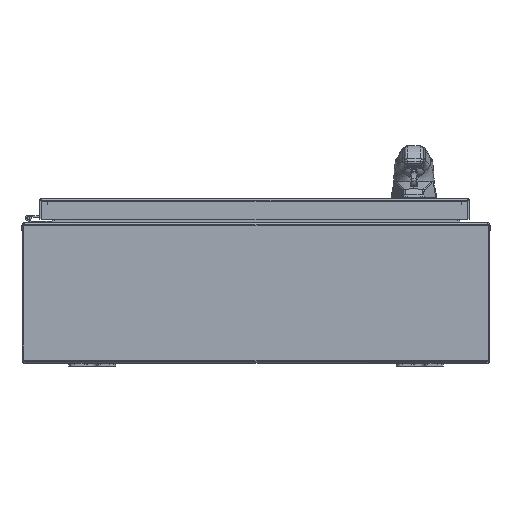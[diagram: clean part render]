
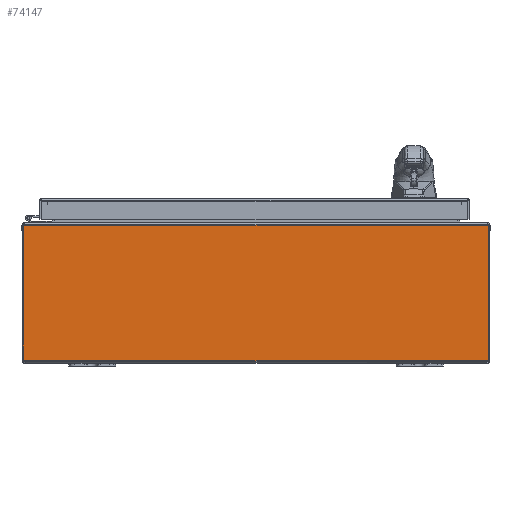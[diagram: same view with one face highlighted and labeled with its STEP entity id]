
A CAD part, front view. The second image highlights one B-rep face of the part: STEP entity #74147.
In plain terms, the highlighted planar face has unit normal (0, -1, 0).
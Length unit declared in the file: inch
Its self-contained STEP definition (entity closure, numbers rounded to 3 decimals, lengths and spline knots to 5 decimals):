
#618 = CARTESIAN_POINT ( 'NONE',  ( -9.963, -12., 0.12745 ) ) ;
#3523 = CARTESIAN_POINT ( 'NONE',  ( 9.93789, -12., 0.06211 ) ) ;
#5208 = CARTESIAN_POINT ( 'NONE',  ( 9.91495, -12., 5.89475 ) ) ;
#7197 = EDGE_CURVE ( 'NONE', #114266, #80461, #81198, .T. ) ;
#8732 = EDGE_CURVE ( 'NONE', #86538, #97085, #62338, .T. ) ;
#11007 = ORIENTED_EDGE ( 'NONE', *, *, #109258, .T. ) ;
#12191 = ORIENTED_EDGE ( 'NONE', *, *, #8732, .T. ) ;
#12502 = DIRECTION ( 'NONE',  ( 1., 0., 0. ) ) ;
#14399 = LINE ( 'NONE', #111872, #106738 ) ;
#18166 = CARTESIAN_POINT ( 'NONE',  ( -9.88277, -12., 0.10525 ) ) ;
#18872 = CARTESIAN_POINT ( 'NONE',  ( 9.88277, -12., 0.10525 ) ) ;
#19833 = LINE ( 'NONE', #60039, #88326 ) ;
#21843 = LINE ( 'NONE', #18166, #87514 ) ;
#26367 = CIRCLE ( 'NONE', #32357, 0.07 ) ;
#27931 = DIRECTION ( 'NONE',  ( 0., 1., 0. ) ) ;
#32357 = AXIS2_PLACEMENT_3D ( 'NONE', #81510, #27931, #90515 ) ;
#36594 = LINE ( 'NONE', #5208, #54843 ) ;
#38374 = CARTESIAN_POINT ( 'NONE',  ( 0., -12., 3.00948 ) ) ;
#39467 = AXIS2_PLACEMENT_3D ( 'NONE', #3523, #66076, #12502 ) ;
#40354 = AXIS2_PLACEMENT_3D ( 'NONE', #38374, #100924, #47359 ) ;
#40797 = CARTESIAN_POINT ( 'NONE',  ( -9.88277, -12., 0.10525 ) ) ;
#44055 = EDGE_CURVE ( 'NONE', #92913, #88373, #112622, .T. ) ;
#47359 = DIRECTION ( 'NONE',  ( 1., 0., 0. ) ) ;
#47818 = CARTESIAN_POINT ( 'NONE',  ( -9.963, -12., 0.12745 ) ) ;
#49781 = DIRECTION ( 'NONE',  ( -1., 0., 0. ) ) ;
#53881 = ORIENTED_EDGE ( 'NONE', *, *, #44055, .F. ) ;
#53994 = EDGE_CURVE ( 'NONE', #67146, #88373, #19833, .T. ) ;
#54385 = EDGE_CURVE ( 'NONE', #80461, #67146, #36594, .T. ) ;
#54533 = EDGE_LOOP ( 'NONE', ( #72256, #60278, #100748, #53881, #11007, #65996, #12191, #96152 ) ) ;
#54843 = VECTOR ( 'NONE', #49781, 39.37008 ) ;
#55984 = PLANE ( 'NONE',  #40354 ) ;
#57455 = VECTOR ( 'NONE', #84104, 39.37008 ) ;
#58367 = DIRECTION ( 'NONE',  ( 0., 0., -1. ) ) ;
#60039 = CARTESIAN_POINT ( 'NONE',  ( -9.91495, -12., 5.89475 ) ) ;
#60278 = ORIENTED_EDGE ( 'NONE', *, *, #54385, .T. ) ;
#61891 = VERTEX_POINT ( 'NONE', #40797 ) ;
#62338 = CIRCLE ( 'NONE', #39467, 0.07 ) ;
#65260 = CARTESIAN_POINT ( 'NONE',  ( 9.963, -12., 5.89475 ) ) ;
#65756 = CARTESIAN_POINT ( 'NONE',  ( -9.963, -12., 5.89475 ) ) ;
#65996 = ORIENTED_EDGE ( 'NONE', *, *, #110649, .T. ) ;
#66076 = DIRECTION ( 'NONE',  ( 0., 1., 0. ) ) ;
#67146 = VERTEX_POINT ( 'NONE', #88230 ) ;
#69062 = DIRECTION ( 'NONE',  ( -1., 0., 0. ) ) ;
#72256 = ORIENTED_EDGE ( 'NONE', *, *, #7197, .T. ) ;
#74147 = ADVANCED_FACE ( 'NONE', ( #87391 ), #55984, .F. ) ;
#75114 = CARTESIAN_POINT ( 'NONE',  ( 9.963, -12., 5.89475 ) ) ;
#80461 = VERTEX_POINT ( 'NONE', #85982 ) ;
#81198 = LINE ( 'NONE', #75114, #57455 ) ;
#81510 = CARTESIAN_POINT ( 'NONE',  ( -9.93789, -12., 0.06211 ) ) ;
#84104 = DIRECTION ( 'NONE',  ( -1., 0., 0. ) ) ;
#85982 = CARTESIAN_POINT ( 'NONE',  ( 9.91495, -12., 5.89475 ) ) ;
#86538 = VERTEX_POINT ( 'NONE', #18872 ) ;
#87391 = FACE_OUTER_BOUND ( 'NONE', #54533, .T. ) ;
#87514 = VECTOR ( 'NONE', #98297, 39.37008 ) ;
#88230 = CARTESIAN_POINT ( 'NONE',  ( -9.91495, -12., 5.89475 ) ) ;
#88326 = VECTOR ( 'NONE', #69062, 39.37008 ) ;
#88373 = VERTEX_POINT ( 'NONE', #65756 ) ;
#88517 = CARTESIAN_POINT ( 'NONE',  ( 9.963, -12., 0.12745 ) ) ;
#90515 = DIRECTION ( 'NONE',  ( 1., 0., 0. ) ) ;
#92913 = VERTEX_POINT ( 'NONE', #618 ) ;
#96152 = ORIENTED_EDGE ( 'NONE', *, *, #100058, .F. ) ;
#97085 = VERTEX_POINT ( 'NONE', #88517 ) ;
#98297 = DIRECTION ( 'NONE',  ( 1., 0., 0. ) ) ;
#100058 = EDGE_CURVE ( 'NONE', #114266, #97085, #14399, .T. ) ;
#100748 = ORIENTED_EDGE ( 'NONE', *, *, #53994, .T. ) ;
#100924 = DIRECTION ( 'NONE',  ( 0., 1., 0. ) ) ;
#101375 = DIRECTION ( 'NONE',  ( 0., 0., 1. ) ) ;
#106738 = VECTOR ( 'NONE', #58367, 39.37008 ) ;
#109258 = EDGE_CURVE ( 'NONE', #92913, #61891, #26367, .T. ) ;
#109833 = VECTOR ( 'NONE', #101375, 39.37008 ) ;
#110649 = EDGE_CURVE ( 'NONE', #61891, #86538, #21843, .T. ) ;
#111872 = CARTESIAN_POINT ( 'NONE',  ( 9.963, -12., 5.89475 ) ) ;
#112622 = LINE ( 'NONE', #47818, #109833 ) ;
#114266 = VERTEX_POINT ( 'NONE', #65260 ) ;
